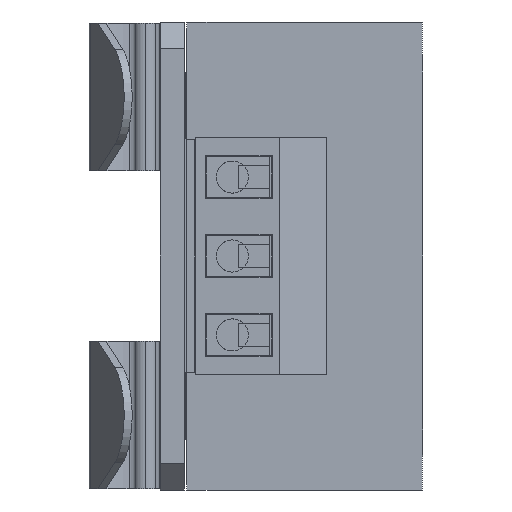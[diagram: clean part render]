
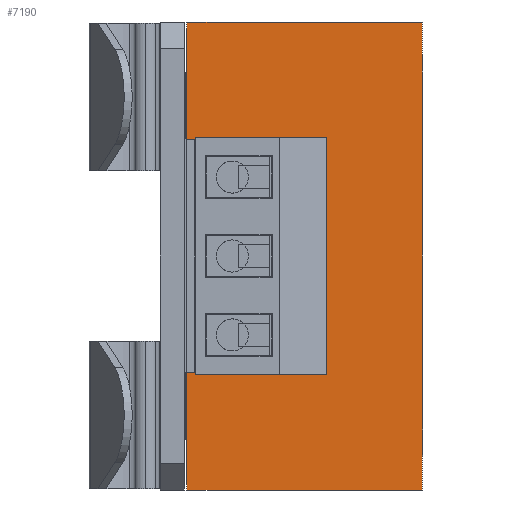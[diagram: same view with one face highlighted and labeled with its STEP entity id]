
A CAD part, left-side view. The second image highlights one B-rep face of the part: STEP entity #7190.
In plain terms, the highlighted planar face has unit normal (-1, 0, 0).
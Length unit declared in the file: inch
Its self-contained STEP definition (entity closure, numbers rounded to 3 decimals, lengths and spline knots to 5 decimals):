
#515 = CARTESIAN_POINT ( 'NONE',  ( -1.375, 0.276, -0.021 ) ) ;
#819 = VECTOR ( 'NONE', #10163, 39.37008 ) ;
#874 = CARTESIAN_POINT ( 'NONE',  ( -1.375, 0.276, 0.27428 ) ) ;
#1836 = CARTESIAN_POINT ( 'NONE',  ( -1.375, 0.276, 0. ) ) ;
#2544 = CIRCLE ( 'NONE', #6267, 0.021 ) ;
#2878 = ORIENTED_EDGE ( 'NONE', *, *, #9640, .T. ) ;
#2931 = EDGE_LOOP ( 'NONE', ( #6361, #31247 ) ) ;
#3762 = EDGE_LOOP ( 'NONE', ( #10906, #13877 ) ) ;
#3979 = DIRECTION ( 'NONE',  ( -1., 0., 0. ) ) ;
#4512 = EDGE_CURVE ( 'NONE', #16076, #14749, #12792, .T. ) ;
#4539 = CARTESIAN_POINT ( 'NONE',  ( -1.375, -0.44, -0.875 ) ) ;
#4550 = EDGE_CURVE ( 'NONE', #32541, #29948, #23530, .T. ) ;
#4662 = CARTESIAN_POINT ( 'NONE',  ( -1.375, -0.44, 0.875 ) ) ;
#4750 = CARTESIAN_POINT ( 'NONE',  ( -1.375, 0.276, -0.29528 ) ) ;
#4763 = EDGE_CURVE ( 'NONE', #16076, #23403, #30756, .T. ) ;
#4794 = EDGE_LOOP ( 'NONE', ( #26656, #14575, #31292, #2878 ) ) ;
#5243 = EDGE_CURVE ( 'NONE', #25777, #14504, #25745, .T. ) ;
#5778 = VECTOR ( 'NONE', #30602, 39.37008 ) ;
#5855 = CIRCLE ( 'NONE', #28529, 0.021 ) ;
#5997 = DIRECTION ( 'NONE',  ( 0., 0., 1. ) ) ;
#6267 = AXIS2_PLACEMENT_3D ( 'NONE', #8853, #21886, #32591 ) ;
#6361 = ORIENTED_EDGE ( 'NONE', *, *, #7477, .F. ) ;
#6461 = PLANE ( 'NONE',  #32680 ) ;
#6492 = EDGE_CURVE ( 'NONE', #29948, #32541, #13586, .T. ) ;
#7183 = LINE ( 'NONE', #4539, #24083 ) ;
#7190 = ADVANCED_FACE ( 'NONE', ( #16347, #31379, #8770, #8941 ), #6461, .T. ) ;
#7477 = EDGE_CURVE ( 'NONE', #20302, #19279, #25300, .T. ) ;
#7947 = CARTESIAN_POINT ( 'NONE',  ( -1.375, 0.276, 0.31628 ) ) ;
#8062 = EDGE_LOOP ( 'NONE', ( #24837, #19625 ) ) ;
#8770 = FACE_BOUND ( 'NONE', #3762, .T. ) ;
#8853 = CARTESIAN_POINT ( 'NONE',  ( -1.375, 0.276, -0.29528 ) ) ;
#8941 = FACE_OUTER_BOUND ( 'NONE', #4794, .T. ) ;
#9060 = CARTESIAN_POINT ( 'NONE',  ( -1.375, 0.276, 0.021 ) ) ;
#9109 = DIRECTION ( 'NONE',  ( -1., 0., 0. ) ) ;
#9640 = EDGE_CURVE ( 'NONE', #14749, #13419, #7183, .T. ) ;
#9967 = CARTESIAN_POINT ( 'NONE',  ( -1.375, 0.44, 0.875 ) ) ;
#10163 = DIRECTION ( 'NONE',  ( 0., -1., 0. ) ) ;
#10906 = ORIENTED_EDGE ( 'NONE', *, *, #6492, .F. ) ;
#11486 = DIRECTION ( 'NONE',  ( 0., 0., 1. ) ) ;
#12031 = AXIS2_PLACEMENT_3D ( 'NONE', #1836, #29308, #11486 ) ;
#12792 = LINE ( 'NONE', #17388, #819 ) ;
#13100 = CARTESIAN_POINT ( 'NONE',  ( -1.375, 0.44, -0.875 ) ) ;
#13419 = VERTEX_POINT ( 'NONE', #4662 ) ;
#13586 = CIRCLE ( 'NONE', #12031, 0.021 ) ;
#13877 = ORIENTED_EDGE ( 'NONE', *, *, #4550, .F. ) ;
#13888 = CARTESIAN_POINT ( 'NONE',  ( -1.375, -0.44, -0.875 ) ) ;
#14504 = VERTEX_POINT ( 'NONE', #874 ) ;
#14575 = ORIENTED_EDGE ( 'NONE', *, *, #4763, .F. ) ;
#14664 = DIRECTION ( 'NONE',  ( -1., 0., 0. ) ) ;
#14743 = CARTESIAN_POINT ( 'NONE',  ( -1.375, 0.276, 0. ) ) ;
#14749 = VERTEX_POINT ( 'NONE', #27852 ) ;
#14803 = DIRECTION ( 'NONE',  ( -1., 0., 0. ) ) ;
#15412 = LINE ( 'NONE', #20560, #5778 ) ;
#16076 = VERTEX_POINT ( 'NONE', #28157 ) ;
#16347 = FACE_BOUND ( 'NONE', #8062, .T. ) ;
#16354 = CARTESIAN_POINT ( 'NONE',  ( -1.375, 0.276, -0.31628 ) ) ;
#16921 = DIRECTION ( 'NONE',  ( 0., 0., 1. ) ) ;
#17388 = CARTESIAN_POINT ( 'NONE',  ( -1.375, -0.44, -0.875 ) ) ;
#17735 = AXIS2_PLACEMENT_3D ( 'NONE', #14743, #20226, #25003 ) ;
#18813 = VECTOR ( 'NONE', #5997, 39.37008 ) ;
#19279 = VERTEX_POINT ( 'NONE', #16354 ) ;
#19361 = DIRECTION ( 'NONE',  ( 0., 0., 1. ) ) ;
#19491 = CARTESIAN_POINT ( 'NONE',  ( -1.375, 0.276, 0.29528 ) ) ;
#19625 = ORIENTED_EDGE ( 'NONE', *, *, #21393, .F. ) ;
#20226 = DIRECTION ( 'NONE',  ( -1., 0., 0. ) ) ;
#20302 = VERTEX_POINT ( 'NONE', #28581 ) ;
#20560 = CARTESIAN_POINT ( 'NONE',  ( -1.375, -0.44, 0.875 ) ) ;
#21362 = CARTESIAN_POINT ( 'NONE',  ( -1.375, 0.276, 0.29528 ) ) ;
#21393 = EDGE_CURVE ( 'NONE', #14504, #25777, #5855, .T. ) ;
#21657 = DIRECTION ( 'NONE',  ( 0., 0., 1. ) ) ;
#21886 = DIRECTION ( 'NONE',  ( -1., 0., 0. ) ) ;
#23403 = VERTEX_POINT ( 'NONE', #9967 ) ;
#23530 = CIRCLE ( 'NONE', #17735, 0.021 ) ;
#24083 = VECTOR ( 'NONE', #16921, 39.37008 ) ;
#24236 = DIRECTION ( 'NONE',  ( 0., 0., 1. ) ) ;
#24837 = ORIENTED_EDGE ( 'NONE', *, *, #5243, .F. ) ;
#25003 = DIRECTION ( 'NONE',  ( 0., 0., 1. ) ) ;
#25300 = CIRCLE ( 'NONE', #32705, 0.021 ) ;
#25745 = CIRCLE ( 'NONE', #26813, 0.021 ) ;
#25777 = VERTEX_POINT ( 'NONE', #7947 ) ;
#26508 = EDGE_CURVE ( 'NONE', #19279, #20302, #2544, .T. ) ;
#26656 = ORIENTED_EDGE ( 'NONE', *, *, #31043, .F. ) ;
#26813 = AXIS2_PLACEMENT_3D ( 'NONE', #19491, #14664, #27243 ) ;
#27243 = DIRECTION ( 'NONE',  ( 0., 0., 1. ) ) ;
#27852 = CARTESIAN_POINT ( 'NONE',  ( -1.375, -0.44, -0.875 ) ) ;
#28157 = CARTESIAN_POINT ( 'NONE',  ( -1.375, 0.44, -0.875 ) ) ;
#28529 = AXIS2_PLACEMENT_3D ( 'NONE', #21362, #3979, #19361 ) ;
#28581 = CARTESIAN_POINT ( 'NONE',  ( -1.375, 0.276, -0.27428 ) ) ;
#29308 = DIRECTION ( 'NONE',  ( -1., 0., 0. ) ) ;
#29948 = VERTEX_POINT ( 'NONE', #9060 ) ;
#30602 = DIRECTION ( 'NONE',  ( 0., -1., 0. ) ) ;
#30756 = LINE ( 'NONE', #13100, #18813 ) ;
#31043 = EDGE_CURVE ( 'NONE', #23403, #13419, #15412, .T. ) ;
#31247 = ORIENTED_EDGE ( 'NONE', *, *, #26508, .F. ) ;
#31292 = ORIENTED_EDGE ( 'NONE', *, *, #4512, .T. ) ;
#31379 = FACE_BOUND ( 'NONE', #2931, .T. ) ;
#32541 = VERTEX_POINT ( 'NONE', #515 ) ;
#32591 = DIRECTION ( 'NONE',  ( 0., 0., 1. ) ) ;
#32680 = AXIS2_PLACEMENT_3D ( 'NONE', #13888, #9109, #21657 ) ;
#32705 = AXIS2_PLACEMENT_3D ( 'NONE', #4750, #14803, #24236 ) ;
